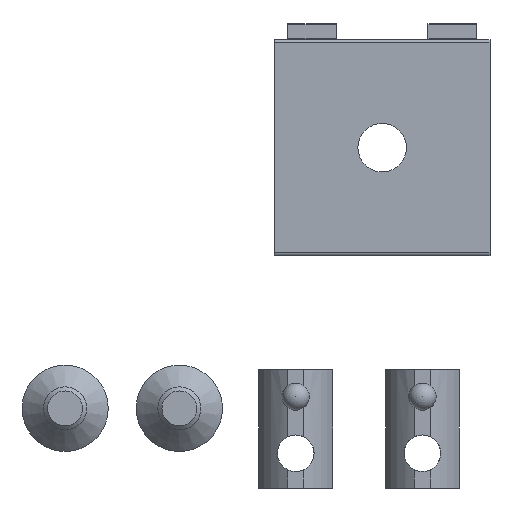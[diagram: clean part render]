
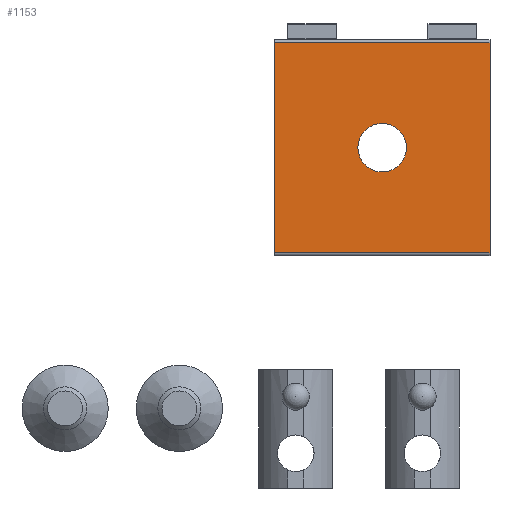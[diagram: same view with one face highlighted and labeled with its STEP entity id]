
A CAD part, front view. The second image highlights one B-rep face of the part: STEP entity #1153.
In plain terms, the highlighted planar face has unit normal (0, -1, 0).
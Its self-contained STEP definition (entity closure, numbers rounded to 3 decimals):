
#133=LINE('',#1921,#227);
#134=LINE('',#1927,#228);
#135=LINE('',#1929,#229);
#136=LINE('',#1931,#230);
#227=VECTOR('',#1535,1000.);
#228=VECTOR('',#1542,1000.);
#229=VECTOR('',#1543,1000.);
#230=VECTOR('',#1544,1000.);
#418=ORIENTED_EDGE('',*,*,#662,.F.);
#419=ORIENTED_EDGE('',*,*,#663,.T.);
#420=ORIENTED_EDGE('',*,*,#664,.F.);
#421=ORIENTED_EDGE('',*,*,#665,.F.);
#422=ORIENTED_EDGE('',*,*,#660,.T.);
#660=EDGE_CURVE('',#797,#796,#133,.T.);
#662=EDGE_CURVE('',#798,#798,#871,.T.);
#663=EDGE_CURVE('',#796,#799,#134,.T.);
#664=EDGE_CURVE('',#800,#799,#135,.T.);
#665=EDGE_CURVE('',#797,#800,#136,.T.);
#796=VERTEX_POINT('',#1920);
#797=VERTEX_POINT('',#1922);
#798=VERTEX_POINT('',#1926);
#799=VERTEX_POINT('',#1928);
#800=VERTEX_POINT('',#1930);
#871=CIRCLE('',#1290,4.5);
#951=EDGE_LOOP('',(#418));
#952=EDGE_LOOP('',(#419,#420,#421,#422));
#1041=FACE_BOUND('',#951,.T.);
#1042=FACE_BOUND('',#952,.T.);
#1101=PLANE('',#1289);
#1153=ADVANCED_FACE('',(#1041,#1042),#1101,.F.);
#1289=AXIS2_PLACEMENT_3D('',#1924,#1538,#1539);
#1290=AXIS2_PLACEMENT_3D('',#1925,#1540,#1541);
#1535=DIRECTION('',(-1.,0.,0.));
#1538=DIRECTION('',(0.,1.,0.));
#1539=DIRECTION('',(0.,0.,1.));
#1540=DIRECTION('',(0.,-1.,0.));
#1541=DIRECTION('',(0.,0.,-1.));
#1542=DIRECTION('',(0.,0.,-1.));
#1543=DIRECTION('',(-1.,0.,0.));
#1544=DIRECTION('',(0.,0.,-1.));
#1920=CARTESIAN_POINT('',(-20.,0.,39.5));
#1921=CARTESIAN_POINT('',(20.,0.,39.5));
#1922=CARTESIAN_POINT('',(20.,0.,39.5));
#1924=CARTESIAN_POINT('',(20.,0.,39.5));
#1925=CARTESIAN_POINT('',(0.,0.,20.));
#1926=CARTESIAN_POINT('',(0.,0.,15.5));
#1927=CARTESIAN_POINT('',(-20.,0.,39.5));
#1928=CARTESIAN_POINT('',(-20.,0.,0.5));
#1929=CARTESIAN_POINT('',(20.,0.,0.5));
#1930=CARTESIAN_POINT('',(20.,0.,0.5));
#1931=CARTESIAN_POINT('',(20.,0.,39.5));
